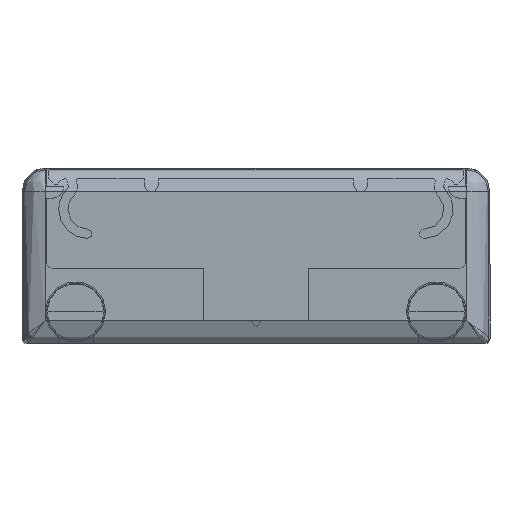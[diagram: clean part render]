
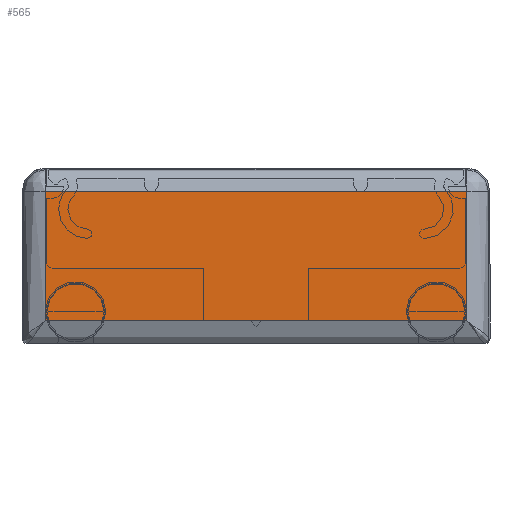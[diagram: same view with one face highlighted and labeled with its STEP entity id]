
A CAD part, front view. The second image highlights one B-rep face of the part: STEP entity #565.
In plain terms, the highlighted planar face has unit normal (0, -1, 0).
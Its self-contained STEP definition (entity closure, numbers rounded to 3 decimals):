
#370 = DIRECTION ( 'NONE',  ( 0., 0., -1. ) ) ;
#373 = ORIENTED_EDGE ( 'NONE', *, *, #1117, .T. ) ;
#565 = ADVANCED_FACE ( 'NONE', ( #1495 ), #4336, .F. ) ;
#600 = CARTESIAN_POINT ( 'NONE',  ( -18.1, -1503., 13.1 ) ) ;
#948 = CARTESIAN_POINT ( 'NONE',  ( 19.6, -1503., 2. ) ) ;
#1117 = EDGE_CURVE ( 'NONE', #3480, #4595, #3935, .T. ) ;
#1403 = EDGE_CURVE ( 'NONE', #4204, #4644, #3347, .T. ) ;
#1471 = DIRECTION ( 'NONE',  ( 0., 1., 0. ) ) ;
#1495 = FACE_OUTER_BOUND ( 'NONE', #4504, .T. ) ;
#1763 = VECTOR ( 'NONE', #3833, 1000. ) ;
#1831 = VECTOR ( 'NONE', #3056, 1000. ) ;
#1849 = DIRECTION ( 'NONE',  ( -1., 0., 0. ) ) ;
#1916 = CARTESIAN_POINT ( 'NONE',  ( -18.1, -1503., 2. ) ) ;
#2004 = EDGE_CURVE ( 'NONE', #4595, #4204, #4317, .T. ) ;
#2071 = ORIENTED_EDGE ( 'NONE', *, *, #3890, .T. ) ;
#2173 = CARTESIAN_POINT ( 'NONE',  ( -18.1, -1503., 0.5 ) ) ;
#2227 = VECTOR ( 'NONE', #4106, 1000. ) ;
#2599 = CARTESIAN_POINT ( 'NONE',  ( 18.1, -1503., 0.5 ) ) ;
#2923 = CARTESIAN_POINT ( 'NONE',  ( 19.6, -1503., 0.5 ) ) ;
#3056 = DIRECTION ( 'NONE',  ( -1., 0., 0. ) ) ;
#3136 = VECTOR ( 'NONE', #370, 1000. ) ;
#3153 = CARTESIAN_POINT ( 'NONE',  ( 19.6, -1503., 13.1 ) ) ;
#3347 = LINE ( 'NONE', #2599, #2227 ) ;
#3458 = ORIENTED_EDGE ( 'NONE', *, *, #2004, .T. ) ;
#3480 = VERTEX_POINT ( 'NONE', #600 ) ;
#3774 = LINE ( 'NONE', #3153, #1831 ) ;
#3833 = DIRECTION ( 'NONE',  ( 1., 0., 0. ) ) ;
#3888 = ORIENTED_EDGE ( 'NONE', *, *, #1403, .T. ) ;
#3890 = EDGE_CURVE ( 'NONE', #4644, #3480, #3774, .T. ) ;
#3895 = AXIS2_PLACEMENT_3D ( 'NONE', #2923, #1471, #1849 ) ;
#3935 = LINE ( 'NONE', #2173, #3136 ) ;
#4106 = DIRECTION ( 'NONE',  ( 0., 0., 1. ) ) ;
#4204 = VERTEX_POINT ( 'NONE', #4611 ) ;
#4317 = LINE ( 'NONE', #948, #1763 ) ;
#4336 = PLANE ( 'NONE',  #3895 ) ;
#4504 = EDGE_LOOP ( 'NONE', ( #373, #3458, #3888, #2071 ) ) ;
#4586 = CARTESIAN_POINT ( 'NONE',  ( 18.1, -1503., 13.1 ) ) ;
#4595 = VERTEX_POINT ( 'NONE', #1916 ) ;
#4611 = CARTESIAN_POINT ( 'NONE',  ( 18.1, -1503., 2. ) ) ;
#4644 = VERTEX_POINT ( 'NONE', #4586 ) ;
